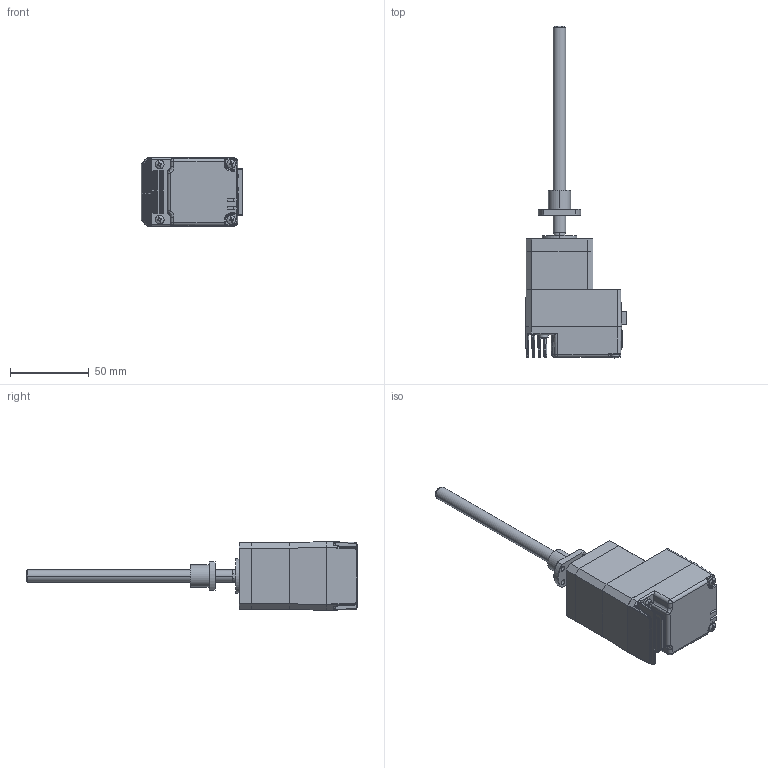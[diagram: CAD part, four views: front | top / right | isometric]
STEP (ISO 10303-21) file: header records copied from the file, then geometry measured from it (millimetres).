
FILE_DESCRIPTION (( 'STEP AP203' ), '1' );
FILE_NAME ('TSM17Q-2RG-B0801-135-AK1-0.STEP', '2019-11-13T06:35:55', ( 'Sky123.Org' ), ( 'Sky123.Org' ), 'SwSTEP 2.0', 'SolidWorks 2014', '' );
FILE_SCHEMA (( 'CONFIG_CONTROL_DESIGN' ));
Length unit declared in the file: millimetre
Products named in the file (1): TSM17Q-2RG-B0801-135-AK1-0
Bounding box: 64.11 x 210.37 x 43.53 mm (x, y, z)
Surface area: 33977.1 mm2 (no closed solid volume)
Topology: 0 solids, 24 shells, 430 faces, 1452 edges, 1029 vertices
Faces by surface type: plane 228, cylinder 124, bspline 54, cone 16, sphere 8
Entity records: 18048 total; most frequent: CARTESIAN_POINT 5890, DIRECTION 2382, ORIENTED_EDGE 2314, EDGE_CURVE 1448, VERTEX_POINT 1029, VECTOR 928, LINE 928, AXIS2_PLACEMENT_3D 727
